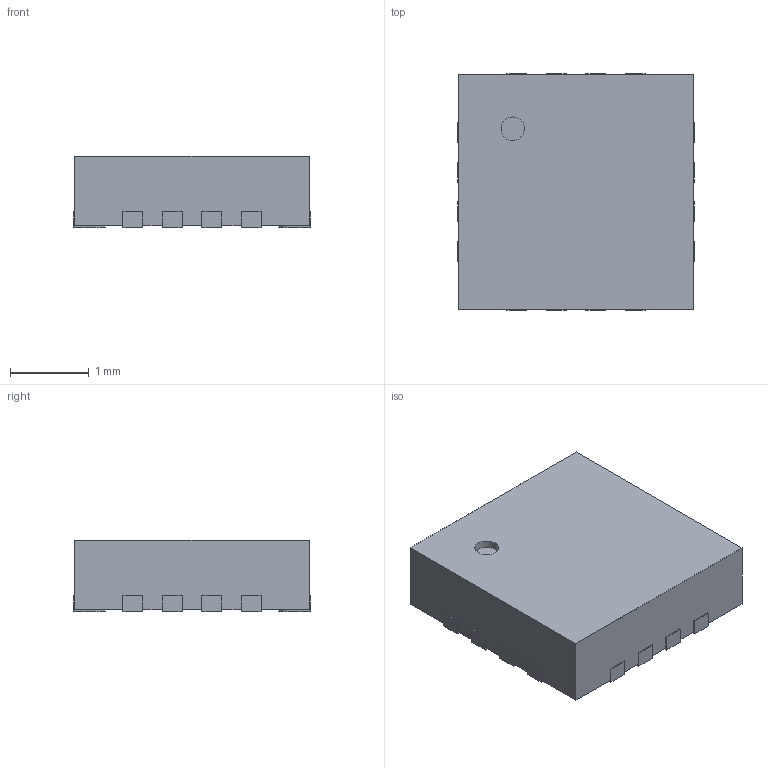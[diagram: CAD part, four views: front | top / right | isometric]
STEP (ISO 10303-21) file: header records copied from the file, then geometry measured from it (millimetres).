
FILE_DESCRIPTION(/* description */ ('model of MPS_QFN-16_3x3mm_P0.5mm'),/* implementation_level */ '2;1');
FILE_NAME(/* name */ 'MPS_QFN-16_3x3mm_P0.5mm.step',/* time_stamp */ '1970-01-01T00:00:00',/* author */ ('KiCAD','kicad'),/* organization */ ('OCCT'),/* preprocessor_version */ '',/* originating_system */ 'KiCAD',/* authorisation */ '');
FILE_SCHEMA(('AUTOMOTIVE_DESIGN { 1 0 10303 214 1 1 1 1 }'));
Length unit declared in the file: millimetre
Products named in the file (1): MPS_QFN-16_3x3mm_P0.5mm
Bounding box: 3 x 3 x 0.9 mm (x, y, z)
Volume: 7.8 mm3; surface area: 28.9 mm2
Topology: 1 solids, 1 shells, 104 faces, 303 edges, 202 vertices
Faces by surface type: plane 87, cylinder 17
Full cylindrical faces by diameter (mm): 0.3 x1
Entity records: 2434 total; most frequent: ORIENTED_EDGE 518, CARTESIAN_POINT 365, EDGE_CURVE 303, LINE 253, VERTEX_POINT 202, AXIS2_PLACEMENT_3D 139, FACE_BOUND 105, EDGE_LOOP 105
